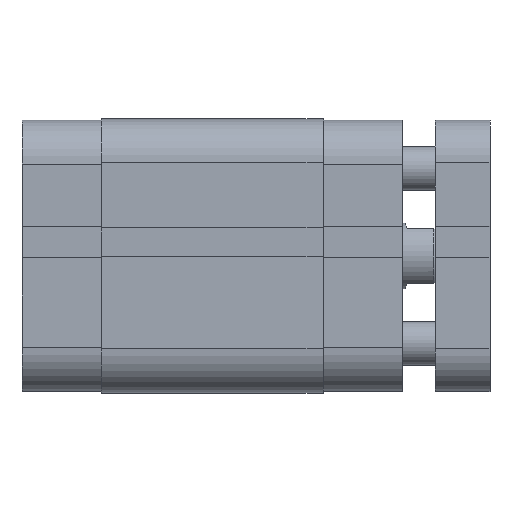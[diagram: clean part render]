
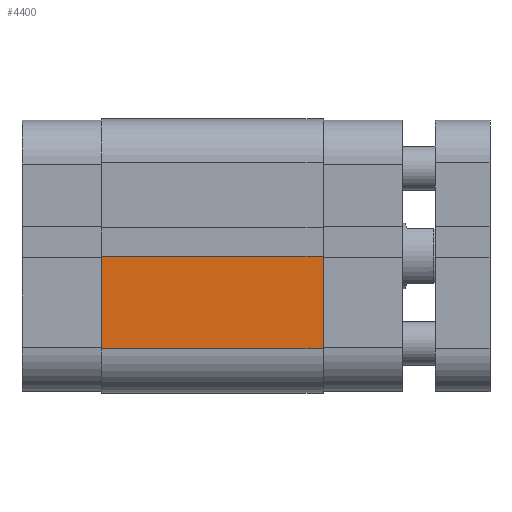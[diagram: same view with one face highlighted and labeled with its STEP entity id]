
A CAD part, top view. The second image highlights one B-rep face of the part: STEP entity #4400.
In plain terms, the highlighted face is planar.
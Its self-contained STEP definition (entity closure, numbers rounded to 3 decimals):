
#785 = FACE_OUTER_BOUND ( 'NONE', #1167, .T. ) ;
#878 = LINE ( 'NONE', #7053, #886 ) ;
#884 = LINE ( 'NONE', #7055, #885 ) ;
#885 = VECTOR ( 'NONE', #7056, 1000. ) ;
#886 = VECTOR ( 'NONE', #7058, 1000. ) ;
#890 = LINE ( 'NONE', #7057, #894 ) ;
#894 = VECTOR ( 'NONE', #7067, 1000. ) ;
#1167 = EDGE_LOOP ( 'NONE', ( #3023, #3024, #3025, #3026 ) ) ;
#1308 = LINE ( 'NONE', #7463, #1309 ) ;
#1309 = VECTOR ( 'NONE', #7464, 1000. ) ;
#2502 = VERTEX_POINT ( 'NONE', #5750 ) ;
#2504 = VERTEX_POINT ( 'NONE', #5752 ) ;
#2505 = VERTEX_POINT ( 'NONE', #5753 ) ;
#2506 = VERTEX_POINT ( 'NONE', #5754 ) ;
#3023 = ORIENTED_EDGE ( 'NONE', *, *, #4720, .T. ) ;
#3024 = ORIENTED_EDGE ( 'NONE', *, *, #4547, .F. ) ;
#3025 = ORIENTED_EDGE ( 'NONE', *, *, #4551, .F. ) ;
#3026 = ORIENTED_EDGE ( 'NONE', *, *, #4546, .T. ) ;
#4400 = ADVANCED_FACE ( 'NONE', ( #785 ), #6840, .F. ) ;
#4546 = EDGE_CURVE ( 'NONE', #2504, #2502, #884, .T. ) ;
#4547 = EDGE_CURVE ( 'NONE', #2506, #2505, #878, .T. ) ;
#4551 = EDGE_CURVE ( 'NONE', #2504, #2506, #890, .T. ) ;
#4720 = EDGE_CURVE ( 'NONE', #2502, #2505, #1308, .T. ) ;
#5460 = AXIS2_PLACEMENT_3D ( 'NONE', #6843, #6849, #6850 ) ;
#5750 = CARTESIAN_POINT ( 'NONE',  ( 0.1, -25., 0. ) ) ;
#5752 = CARTESIAN_POINT ( 'NONE',  ( 0.1, -25., 40.5 ) ) ;
#5753 = CARTESIAN_POINT ( 'NONE',  ( 17., -25., 0. ) ) ;
#5754 = CARTESIAN_POINT ( 'NONE',  ( 17., -25., 40.5 ) ) ;
#6840 = PLANE ( 'NONE',  #5460 ) ;
#6843 = CARTESIAN_POINT ( 'NONE',  ( 0., -25., 40.5 ) ) ;
#6849 = DIRECTION ( 'NONE',  ( 0., 1., 0. ) ) ;
#6850 = DIRECTION ( 'NONE',  ( -1., 0., 0. ) ) ;
#7053 = CARTESIAN_POINT ( 'NONE',  ( 17., -25., 40.5 ) ) ;
#7055 = CARTESIAN_POINT ( 'NONE',  ( 0.1, -25., 40.5 ) ) ;
#7056 = DIRECTION ( 'NONE',  ( 0., 0., -1. ) ) ;
#7057 = CARTESIAN_POINT ( 'NONE',  ( 0., -25., 40.5 ) ) ;
#7058 = DIRECTION ( 'NONE',  ( 0., 0., -1. ) ) ;
#7067 = DIRECTION ( 'NONE',  ( 1., 0., 0. ) ) ;
#7463 = CARTESIAN_POINT ( 'NONE',  ( 0., -25., 0. ) ) ;
#7464 = DIRECTION ( 'NONE',  ( 1., 0., 0. ) ) ;
